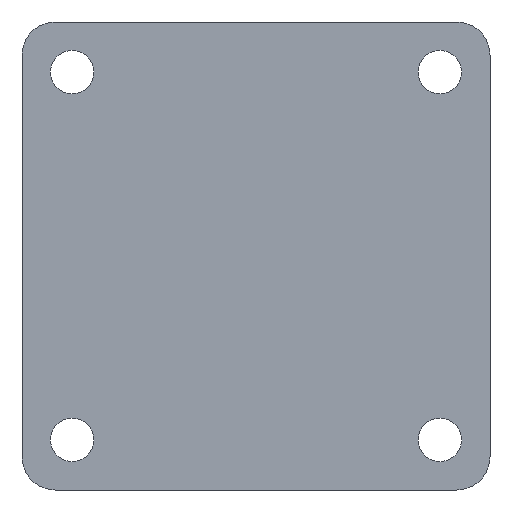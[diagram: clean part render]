
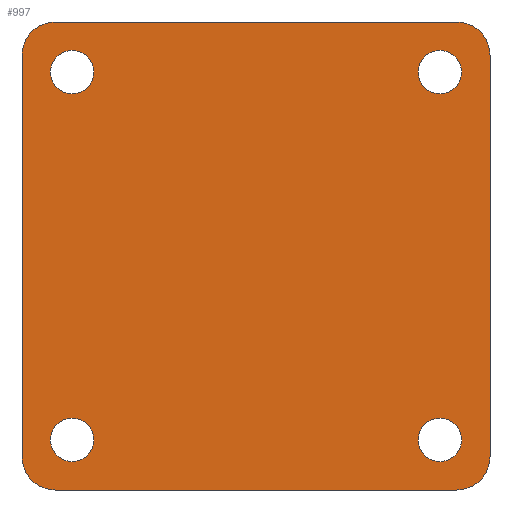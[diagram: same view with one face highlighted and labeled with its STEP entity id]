
A CAD part, front view. The second image highlights one B-rep face of the part: STEP entity #997.
In plain terms, the highlighted planar face has unit normal (0, -1, 0).
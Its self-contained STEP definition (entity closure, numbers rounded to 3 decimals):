
#1 = PLANE ( 'NONE',  #1579 ) ;
#5 = EDGE_LOOP ( 'NONE', ( #560, #1559 ) ) ;
#54 = CARTESIAN_POINT ( 'NONE',  ( 70., 0., 70. ) ) ;
#84 = AXIS2_PLACEMENT_3D ( 'NONE', #1455, #222, #928 ) ;
#89 = DIRECTION ( 'NONE',  ( 0., 1., 0. ) ) ;
#96 = FACE_BOUND ( 'NONE', #1102, .T. ) ;
#97 = CARTESIAN_POINT ( 'NONE',  ( -55., 0., 55. ) ) ;
#98 = ORIENTED_EDGE ( 'NONE', *, *, #679, .T. ) ;
#133 = EDGE_CURVE ( 'NONE', #1178, #561, #862, .T. ) ;
#146 = CIRCLE ( 'NONE', #599, 10. ) ;
#164 = CIRCLE ( 'NONE', #919, 10. ) ;
#209 = EDGE_CURVE ( 'NONE', #834, #877, #164, .T. ) ;
#222 = DIRECTION ( 'NONE',  ( 0., 1., 0. ) ) ;
#224 = ORIENTED_EDGE ( 'NONE', *, *, #292, .F. ) ;
#231 = DIRECTION ( 'NONE',  ( 0., 0., 1. ) ) ;
#250 = EDGE_CURVE ( 'NONE', #922, #877, #1476, .T. ) ;
#261 = FACE_OUTER_BOUND ( 'NONE', #1383, .T. ) ;
#292 = EDGE_CURVE ( 'NONE', #391, #301, #700, .T. ) ;
#293 = VERTEX_POINT ( 'NONE', #686 ) ;
#295 = ORIENTED_EDGE ( 'NONE', *, *, #809, .T. ) ;
#301 = VERTEX_POINT ( 'NONE', #419 ) ;
#317 = CARTESIAN_POINT ( 'NONE',  ( 55., 0., -55. ) ) ;
#341 = CIRCLE ( 'NONE', #1337, 6.5 ) ;
#390 = DIRECTION ( 'NONE',  ( 0., 1., 0. ) ) ;
#391 = VERTEX_POINT ( 'NONE', #1132 ) ;
#394 = CARTESIAN_POINT ( 'NONE',  ( -70., 0., -70. ) ) ;
#400 = CARTESIAN_POINT ( 'NONE',  ( 60., 0., -60. ) ) ;
#402 = CIRCLE ( 'NONE', #1191, 6.5 ) ;
#406 = VECTOR ( 'NONE', #1190, 1000. ) ;
#419 = CARTESIAN_POINT ( 'NONE',  ( 60., 0., 70. ) ) ;
#428 = AXIS2_PLACEMENT_3D ( 'NONE', #552, #1256, #690 ) ;
#454 = CIRCLE ( 'NONE', #900, 10. ) ;
#475 = EDGE_CURVE ( 'NONE', #1063, #1249, #729, .T. ) ;
#500 = FACE_BOUND ( 'NONE', #744, .T. ) ;
#505 = DIRECTION ( 'NONE',  ( 0., -1., 0. ) ) ;
#522 = FACE_BOUND ( 'NONE', #1141, .T. ) ;
#536 = VECTOR ( 'NONE', #1620, 1000. ) ;
#540 = DIRECTION ( 'NONE',  ( 0., 0., -1. ) ) ;
#552 = CARTESIAN_POINT ( 'NONE',  ( 60., 0., 60. ) ) ;
#560 = ORIENTED_EDGE ( 'NONE', *, *, #1381, .T. ) ;
#561 = VERTEX_POINT ( 'NONE', #1436 ) ;
#599 = AXIS2_PLACEMENT_3D ( 'NONE', #400, #505, #1311 ) ;
#604 = EDGE_CURVE ( 'NONE', #912, #672, #402, .T. ) ;
#626 = CARTESIAN_POINT ( 'NONE',  ( -55., 0., -55. ) ) ;
#629 = CARTESIAN_POINT ( 'NONE',  ( 60., 0., -70. ) ) ;
#630 = DIRECTION ( 'NONE',  ( 0., 0., 1. ) ) ;
#636 = CARTESIAN_POINT ( 'NONE',  ( -70., 0., 70. ) ) ;
#639 = CARTESIAN_POINT ( 'NONE',  ( 55., 0., 61.5 ) ) ;
#646 = LINE ( 'NONE', #636, #406 ) ;
#669 = DIRECTION ( 'NONE',  ( 0., 0., 1. ) ) ;
#672 = VERTEX_POINT ( 'NONE', #1098 ) ;
#679 = EDGE_CURVE ( 'NONE', #1178, #301, #957, .T. ) ;
#686 = CARTESIAN_POINT ( 'NONE',  ( 55., 0., 48.5 ) ) ;
#690 = DIRECTION ( 'NONE',  ( 0., 0., -1. ) ) ;
#699 = ORIENTED_EDGE ( 'NONE', *, *, #1328, .T. ) ;
#700 = LINE ( 'NONE', #945, #1264 ) ;
#720 = DIRECTION ( 'NONE',  ( 0., 0., 1. ) ) ;
#729 = CIRCLE ( 'NONE', #1222, 6.5 ) ;
#733 = CARTESIAN_POINT ( 'NONE',  ( -55., 0., 48.5 ) ) ;
#744 = EDGE_LOOP ( 'NONE', ( #1700, #1200 ) ) ;
#798 = CARTESIAN_POINT ( 'NONE',  ( -55., 0., -61.5 ) ) ;
#809 = EDGE_CURVE ( 'NONE', #391, #1457, #454, .T. ) ;
#810 = DIRECTION ( 'NONE',  ( 0., 1., 0. ) ) ;
#831 = VERTEX_POINT ( 'NONE', #733 ) ;
#834 = VERTEX_POINT ( 'NONE', #1555 ) ;
#862 = LINE ( 'NONE', #54, #1034 ) ;
#877 = VERTEX_POINT ( 'NONE', #1295 ) ;
#893 = CARTESIAN_POINT ( 'NONE',  ( -55., 0., 55. ) ) ;
#897 = DIRECTION ( 'NONE',  ( 0., 0., 1. ) ) ;
#900 = AXIS2_PLACEMENT_3D ( 'NONE', #1027, #998, #1128 ) ;
#902 = FACE_BOUND ( 'NONE', #5, .T. ) ;
#912 = VERTEX_POINT ( 'NONE', #798 ) ;
#918 = DIRECTION ( 'NONE',  ( 0., -1., 0. ) ) ;
#919 = AXIS2_PLACEMENT_3D ( 'NONE', #1073, #1607, #1509 ) ;
#922 = VERTEX_POINT ( 'NONE', #629 ) ;
#923 = VERTEX_POINT ( 'NONE', #639 ) ;
#928 = DIRECTION ( 'NONE',  ( 0., 0., 1. ) ) ;
#932 = CIRCLE ( 'NONE', #1133, 6.5 ) ;
#941 = ORIENTED_EDGE ( 'NONE', *, *, #1255, .T. ) ;
#945 = CARTESIAN_POINT ( 'NONE',  ( -70., 0., 70. ) ) ;
#953 = EDGE_CURVE ( 'NONE', #672, #912, #932, .T. ) ;
#957 = CIRCLE ( 'NONE', #428, 10. ) ;
#965 = ORIENTED_EDGE ( 'NONE', *, *, #133, .F. ) ;
#989 = AXIS2_PLACEMENT_3D ( 'NONE', #1459, #1322, #231 ) ;
#997 = ADVANCED_FACE ( 'NONE', ( #902, #96, #522, #500, #261 ), #1, .T. ) ;
#998 = DIRECTION ( 'NONE',  ( 0., -1., 0. ) ) ;
#1027 = CARTESIAN_POINT ( 'NONE',  ( -60., 0., 60. ) ) ;
#1034 = VECTOR ( 'NONE', #1276, 1000. ) ;
#1050 = DIRECTION ( 'NONE',  ( 0., 0., 1. ) ) ;
#1063 = VERTEX_POINT ( 'NONE', #1386 ) ;
#1066 = DIRECTION ( 'NONE',  ( 0., 0., 1. ) ) ;
#1073 = CARTESIAN_POINT ( 'NONE',  ( -60., 0., -60. ) ) ;
#1084 = CIRCLE ( 'NONE', #1695, 6.5 ) ;
#1095 = DIRECTION ( 'NONE',  ( 1., 0., 0. ) ) ;
#1098 = CARTESIAN_POINT ( 'NONE',  ( -55., 0., -48.5 ) ) ;
#1102 = EDGE_LOOP ( 'NONE', ( #1646, #1487 ) ) ;
#1105 = ORIENTED_EDGE ( 'NONE', *, *, #1679, .T. ) ;
#1112 = DIRECTION ( 'NONE',  ( 0., 1., 0. ) ) ;
#1128 = DIRECTION ( 'NONE',  ( 0., 0., -1. ) ) ;
#1132 = CARTESIAN_POINT ( 'NONE',  ( -60., 0., 70. ) ) ;
#1133 = AXIS2_PLACEMENT_3D ( 'NONE', #1193, #1479, #669 ) ;
#1141 = EDGE_LOOP ( 'NONE', ( #699, #941 ) ) ;
#1164 = CIRCLE ( 'NONE', #989, 6.5 ) ;
#1178 = VERTEX_POINT ( 'NONE', #1588 ) ;
#1190 = DIRECTION ( 'NONE',  ( 0., 0., 1. ) ) ;
#1191 = AXIS2_PLACEMENT_3D ( 'NONE', #626, #810, #897 ) ;
#1193 = CARTESIAN_POINT ( 'NONE',  ( -55., 0., -55. ) ) ;
#1200 = ORIENTED_EDGE ( 'NONE', *, *, #604, .T. ) ;
#1221 = EDGE_CURVE ( 'NONE', #1249, #1063, #341, .T. ) ;
#1222 = AXIS2_PLACEMENT_3D ( 'NONE', #317, #1112, #720 ) ;
#1225 = ORIENTED_EDGE ( 'NONE', *, *, #1269, .F. ) ;
#1227 = AXIS2_PLACEMENT_3D ( 'NONE', #893, #390, #1050 ) ;
#1249 = VERTEX_POINT ( 'NONE', #1346 ) ;
#1255 = EDGE_CURVE ( 'NONE', #293, #923, #1164, .T. ) ;
#1256 = DIRECTION ( 'NONE',  ( 0., -1., 0. ) ) ;
#1264 = VECTOR ( 'NONE', #1095, 1000. ) ;
#1269 = EDGE_CURVE ( 'NONE', #834, #1457, #646, .T. ) ;
#1276 = DIRECTION ( 'NONE',  ( 0., 0., -1. ) ) ;
#1281 = ORIENTED_EDGE ( 'NONE', *, *, #209, .T. ) ;
#1295 = CARTESIAN_POINT ( 'NONE',  ( -60., 0., -70. ) ) ;
#1303 = CIRCLE ( 'NONE', #84, 6.5 ) ;
#1311 = DIRECTION ( 'NONE',  ( 0., 0., -1. ) ) ;
#1322 = DIRECTION ( 'NONE',  ( 0., 1., 0. ) ) ;
#1328 = EDGE_CURVE ( 'NONE', #923, #293, #1303, .T. ) ;
#1333 = DIRECTION ( 'NONE',  ( 0., 1., 0. ) ) ;
#1337 = AXIS2_PLACEMENT_3D ( 'NONE', #1716, #1333, #1066 ) ;
#1346 = CARTESIAN_POINT ( 'NONE',  ( 55., 0., -48.5 ) ) ;
#1363 = EDGE_CURVE ( 'NONE', #831, #1741, #1084, .T. ) ;
#1381 = EDGE_CURVE ( 'NONE', #1741, #831, #1728, .T. ) ;
#1383 = EDGE_LOOP ( 'NONE', ( #965, #98, #224, #295, #1225, #1281, #1658, #1105 ) ) ;
#1386 = CARTESIAN_POINT ( 'NONE',  ( 55., 0., -61.5 ) ) ;
#1436 = CARTESIAN_POINT ( 'NONE',  ( 70., 0., -60. ) ) ;
#1453 = CARTESIAN_POINT ( 'NONE',  ( 0., 0., 0. ) ) ;
#1455 = CARTESIAN_POINT ( 'NONE',  ( 55., 0., 55. ) ) ;
#1457 = VERTEX_POINT ( 'NONE', #1589 ) ;
#1459 = CARTESIAN_POINT ( 'NONE',  ( 55., 0., 55. ) ) ;
#1476 = LINE ( 'NONE', #394, #536 ) ;
#1479 = DIRECTION ( 'NONE',  ( 0., 1., 0. ) ) ;
#1487 = ORIENTED_EDGE ( 'NONE', *, *, #475, .T. ) ;
#1509 = DIRECTION ( 'NONE',  ( 0., 0., -1. ) ) ;
#1555 = CARTESIAN_POINT ( 'NONE',  ( -70., 0., -60. ) ) ;
#1559 = ORIENTED_EDGE ( 'NONE', *, *, #1363, .T. ) ;
#1579 = AXIS2_PLACEMENT_3D ( 'NONE', #1453, #918, #540 ) ;
#1588 = CARTESIAN_POINT ( 'NONE',  ( 70., 0., 60. ) ) ;
#1589 = CARTESIAN_POINT ( 'NONE',  ( -70., 0., 60. ) ) ;
#1596 = CARTESIAN_POINT ( 'NONE',  ( -55., 0., 61.5 ) ) ;
#1607 = DIRECTION ( 'NONE',  ( 0., -1., 0. ) ) ;
#1620 = DIRECTION ( 'NONE',  ( -1., 0., 0. ) ) ;
#1646 = ORIENTED_EDGE ( 'NONE', *, *, #1221, .T. ) ;
#1658 = ORIENTED_EDGE ( 'NONE', *, *, #250, .F. ) ;
#1679 = EDGE_CURVE ( 'NONE', #922, #561, #146, .T. ) ;
#1695 = AXIS2_PLACEMENT_3D ( 'NONE', #97, #89, #630 ) ;
#1700 = ORIENTED_EDGE ( 'NONE', *, *, #953, .T. ) ;
#1716 = CARTESIAN_POINT ( 'NONE',  ( 55., 0., -55. ) ) ;
#1728 = CIRCLE ( 'NONE', #1227, 6.5 ) ;
#1741 = VERTEX_POINT ( 'NONE', #1596 ) ;
